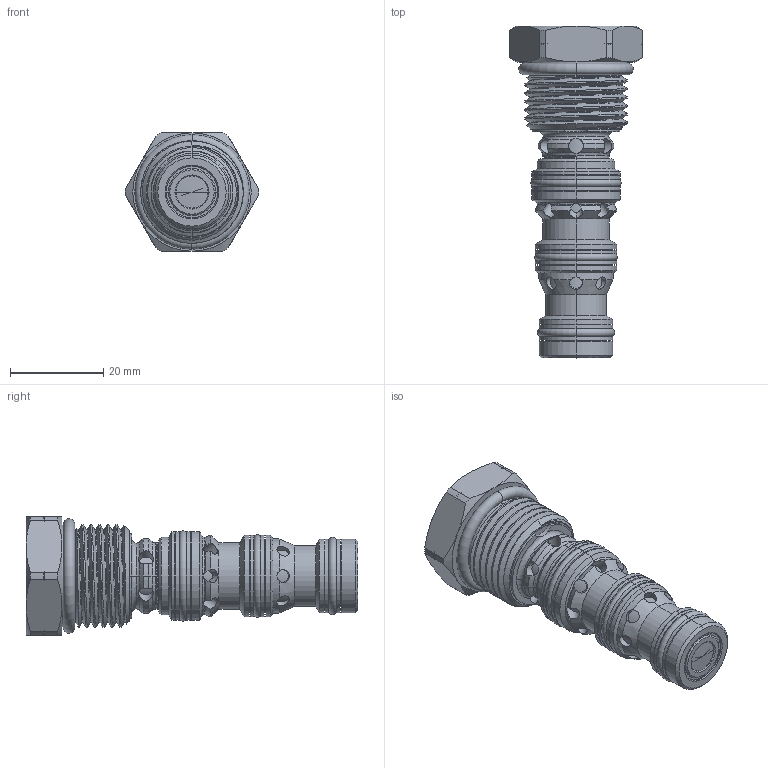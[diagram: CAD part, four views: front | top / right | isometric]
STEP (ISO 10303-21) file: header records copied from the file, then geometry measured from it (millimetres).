
FILE_DESCRIPTION (( 'STEP AP203' ), '1' );
FILE_NAME ('CO10W43-N.STEP', '2024-05-21T06:14:45', ( '' ), ( '' ), 'SwSTEP 2.0', 'SolidWorks 2018', '' );
FILE_SCHEMA (( 'CONFIG_CONTROL_DESIGN' ));
Length unit declared in the file: millimetre
Products named in the file (1): CO10W43-N
Bounding box: 28.57 x 71.19 x 25.4 mm (x, y, z)
Volume: 19011.9 mm3; surface area: 7715.4 mm2
Topology: 2 solids, 2 shells, 340 faces, 846 edges, 533 vertices
Faces by surface type: cylinder 174, cone 86, plane 41, torus 30, bspline 9
Entity records: 14180 total; most frequent: CARTESIAN_POINT 6428, ORIENTED_EDGE 1688, DIRECTION 1526, EDGE_CURVE 844, AXIS2_PLACEMENT_3D 662, VERTEX_POINT 533, EDGE_LOOP 365, FACE_OUTER_BOUND 340
